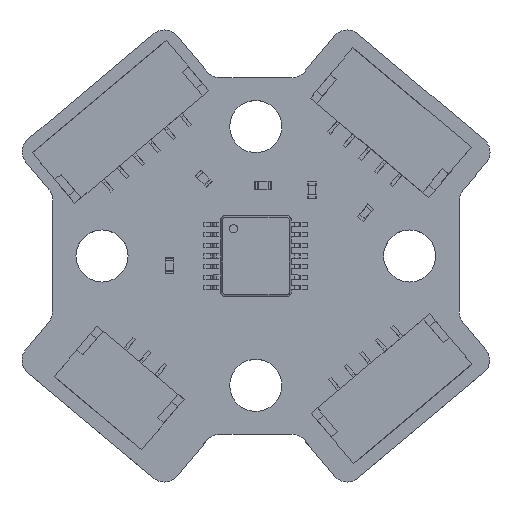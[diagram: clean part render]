
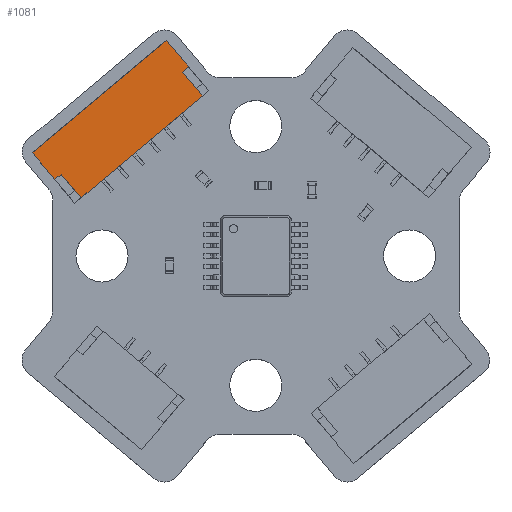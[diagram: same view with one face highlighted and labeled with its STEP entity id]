
A CAD part, top view. The second image highlights one B-rep face of the part: STEP entity #1081.
In plain terms, the highlighted planar face has unit normal (0, 0, 1).
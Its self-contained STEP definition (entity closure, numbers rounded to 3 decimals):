
#154 = VERTEX_POINT('',#155);
#155 = CARTESIAN_POINT('',(-5.375,-0.32,4.245));
#161 = EDGE_CURVE('',#154,#162,#164,.T.);
#162 = VERTEX_POINT('',#163);
#163 = CARTESIAN_POINT('',(-5.375,-2.47,4.245));
#164 = LINE('',#165,#166);
#165 = CARTESIAN_POINT('',(-5.375,1.58,4.245));
#166 = VECTOR('',#167,1.);
#167 = DIRECTION('',(0.,-1.,0.));
#512 = VERTEX_POINT('',#513);
#513 = CARTESIAN_POINT('',(5.375,-2.47,4.245));
#519 = EDGE_CURVE('',#162,#512,#520,.T.);
#520 = LINE('',#521,#522);
#521 = CARTESIAN_POINT('',(-5.375,-2.47,4.245));
#522 = VECTOR('',#523,1.);
#523 = DIRECTION('',(1.,0.,0.));
#1081 = ADVANCED_FACE('',(#1082),#1132,.T.);
#1082 = FACE_BOUND('',#1083,.T.);
#1083 = EDGE_LOOP('',(#1084,#1094,#1102,#1108,#1109,#1110,#1118,#1126));
#1084 = ORIENTED_EDGE('',*,*,#1085,.F.);
#1085 = EDGE_CURVE('',#1086,#1088,#1090,.T.);
#1086 = VERTEX_POINT('',#1087);
#1087 = CARTESIAN_POINT('',(-4.875,1.58,4.245));
#1088 = VERTEX_POINT('',#1089);
#1089 = CARTESIAN_POINT('',(4.875,1.58,4.245));
#1090 = LINE('',#1091,#1092);
#1091 = CARTESIAN_POINT('',(-5.375,1.58,4.245));
#1092 = VECTOR('',#1093,1.);
#1093 = DIRECTION('',(1.,0.,0.));
#1094 = ORIENTED_EDGE('',*,*,#1095,.F.);
#1095 = EDGE_CURVE('',#1096,#1086,#1098,.T.);
#1096 = VERTEX_POINT('',#1097);
#1097 = CARTESIAN_POINT('',(-4.875,-0.32,4.245));
#1098 = LINE('',#1099,#1100);
#1099 = CARTESIAN_POINT('',(-4.875,-0.32,4.245));
#1100 = VECTOR('',#1101,1.);
#1101 = DIRECTION('',(0.,1.,0.));
#1102 = ORIENTED_EDGE('',*,*,#1103,.F.);
#1103 = EDGE_CURVE('',#154,#1096,#1104,.T.);
#1104 = LINE('',#1105,#1106);
#1105 = CARTESIAN_POINT('',(-5.375,-0.32,4.245));
#1106 = VECTOR('',#1107,1.);
#1107 = DIRECTION('',(1.,0.,0.));
#1108 = ORIENTED_EDGE('',*,*,#161,.T.);
#1109 = ORIENTED_EDGE('',*,*,#519,.T.);
#1110 = ORIENTED_EDGE('',*,*,#1111,.F.);
#1111 = EDGE_CURVE('',#1112,#512,#1114,.T.);
#1112 = VERTEX_POINT('',#1113);
#1113 = CARTESIAN_POINT('',(5.375,-0.32,4.245));
#1114 = LINE('',#1115,#1116);
#1115 = CARTESIAN_POINT('',(5.375,1.58,4.245));
#1116 = VECTOR('',#1117,1.);
#1117 = DIRECTION('',(0.,-1.,0.));
#1118 = ORIENTED_EDGE('',*,*,#1119,.F.);
#1119 = EDGE_CURVE('',#1120,#1112,#1122,.T.);
#1120 = VERTEX_POINT('',#1121);
#1121 = CARTESIAN_POINT('',(4.875,-0.32,4.245));
#1122 = LINE('',#1123,#1124);
#1123 = CARTESIAN_POINT('',(4.875,-0.32,4.245));
#1124 = VECTOR('',#1125,1.);
#1125 = DIRECTION('',(1.,0.,0.));
#1126 = ORIENTED_EDGE('',*,*,#1127,.T.);
#1127 = EDGE_CURVE('',#1120,#1088,#1128,.T.);
#1128 = LINE('',#1129,#1130);
#1129 = CARTESIAN_POINT('',(4.875,-0.32,4.245));
#1130 = VECTOR('',#1131,1.);
#1131 = DIRECTION('',(0.,1.,0.));
#1132 = PLANE('',#1133);
#1133 = AXIS2_PLACEMENT_3D('',#1134,#1135,#1136);
#1134 = CARTESIAN_POINT('',(-5.375,1.58,4.245));
#1135 = DIRECTION('',(0.,0.,1.));
#1136 = DIRECTION('',(0.,-1.,0.));
